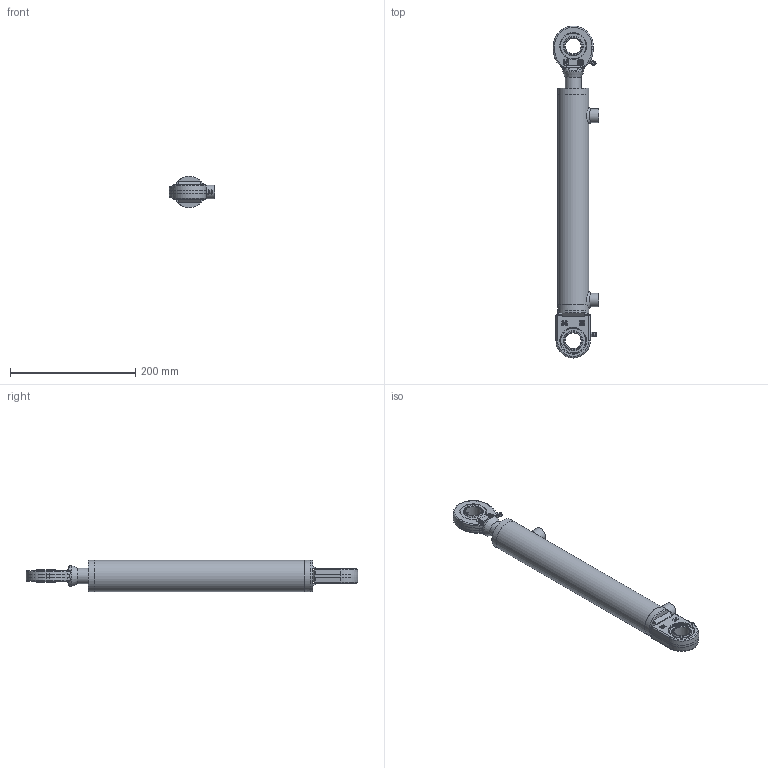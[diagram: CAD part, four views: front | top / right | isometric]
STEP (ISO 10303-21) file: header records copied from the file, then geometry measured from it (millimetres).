
FILE_DESCRIPTION(/* description */ (''),/* implementation_level */ '2;1');
FILE_NAME(/* name */ 'CY0400200250I25I25-1.stp',/* time_stamp */ '2022-07-07T10:20:52+02:00',/* author */ ('msn'),/* organization */ (''),/* preprocessor_version */ 'ST-DEVELOPER v19',/* originating_system */ 'Autodesk Inventor 2023',/* authorisation */ '');
FILE_SCHEMA (('AUTOMOTIVE_DESIGN { 1 0 10303 214 3 1 1 }'));
Length unit declared in the file: millimetre
Products named in the file (22): CY0400200250I25I25-1; CY0400200250I25I25-1_1; rør; end-plug; ind skruning; stang; bøsning; 72010007; 50010007; GE25ES; GE25ES - CORPO; GE25ES - ROTULA; Ingrassatore diritto UNI 7663-A M6; Spina_el_4x10; 72020005; 50020005; 90020004; GE25ES_1; GE25ES - CORPO_1; GE25ES - ROTULA_1; Ingrassatore diritto UNI 7663-A M6_1; sb_42_unstressed
Assembly tree (23 placements, depth 4):
  CY0400200250I25I25-1
    CY0400200250I25I25-1_1
    rør
    end-plug
    ind skruning
    stang
    bøsning  x2
    72010007
      50010007
      GE25ES
        GE25ES - CORPO
        GE25ES - ROTULA
      Ingrassatore diritto UNI 7663-A M6
      Spina_el_4x10
    72020005
      50020005
        90020004
      GE25ES_1
        GE25ES - CORPO_1
        GE25ES - ROTULA_1
      Ingrassatore diritto UNI 7663-A M6_1
      sb_42_unstressed  x2
Bounding box: 72.82 x 529.52 x 50 mm (x, y, z)
Volume: 593753.8 mm3; surface area: 196079.1 mm2
Topology: 22 solids, 22 shells, 575 faces, 1436 edges, 911 vertices
Faces by surface type: plane 288, cylinder 117, cone 61, bspline 51, torus 44, sphere 14
Full cylindrical faces by diameter (mm): 2 x6, 3 x2, 4 x1, 4.917 x2, 6 x4, 11.445 x2, 20 x1, 22 x4, 25 x3, 33.5 x1, 40 x2, 40.9 x2, 42 x8, 43.2 x2, 45 x1, 50 x4
Entity records: 20377 total; most frequent: CARTESIAN_POINT 6217, ORIENTED_EDGE 2792, DIRECTION 2774, EDGE_CURVE 1396, AXIS2_PLACEMENT_3D 986, VERTEX_POINT 896, LINE 802, VECTOR 802
